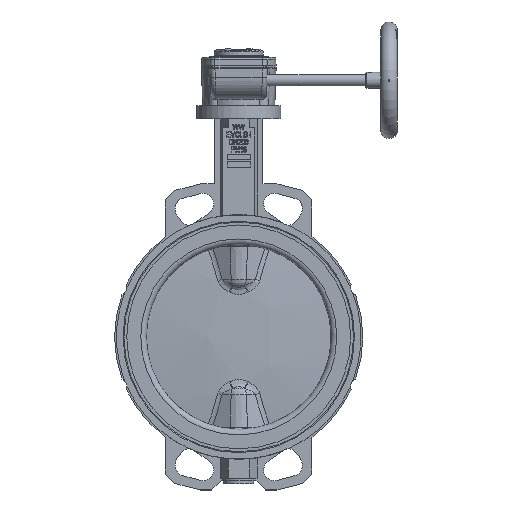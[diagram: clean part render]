
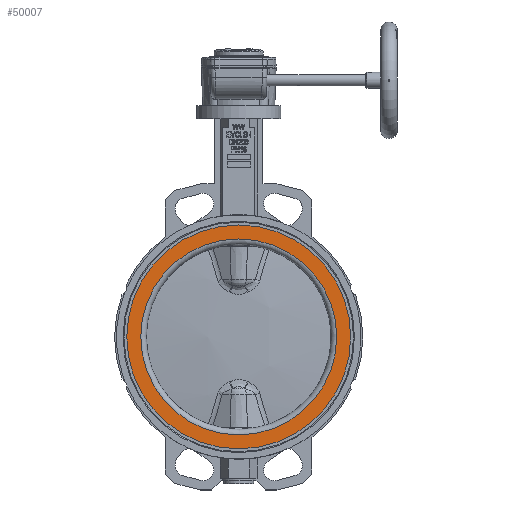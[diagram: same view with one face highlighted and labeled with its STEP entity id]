
A CAD part, top view. The second image highlights one B-rep face of the part: STEP entity #50007.
In plain terms, the highlighted planar face has unit normal (0, 0, 1).
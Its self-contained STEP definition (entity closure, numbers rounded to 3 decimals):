
#1967=PLANE('',#54853);
#2372=FACE_BOUND('',#16742,.T.);
#4271=CIRCLE('',#54703,105.);
#4272=CIRCLE('',#54705,120.);
#13821=FACE_OUTER_BOUND('',#16741,.T.);
#16741=EDGE_LOOP('',(#42941));
#16742=EDGE_LOOP('',(#42942));
#22543=VERTEX_POINT('',#175703);
#22544=VERTEX_POINT('',#175707);
#29295=EDGE_CURVE('',#22543,#22543,#4271,.T.);
#29296=EDGE_CURVE('',#22544,#22544,#4272,.T.);
#42941=ORIENTED_EDGE('',*,*,#29296,.T.);
#42942=ORIENTED_EDGE('',*,*,#29295,.F.);
#50007=ADVANCED_FACE('',(#13821,#2372),#1967,.F.);
#54703=AXIS2_PLACEMENT_3D('',#175705,#66181,#66182);
#54705=AXIS2_PLACEMENT_3D('',#175708,#66185,#66186);
#54853=AXIS2_PLACEMENT_3D('',#177572,#66765,#66766);
#66181=DIRECTION('center_axis',(0.,0.,1.));
#66182=DIRECTION('ref_axis',(1.,0.,0.));
#66185=DIRECTION('center_axis',(0.,0.,1.));
#66186=DIRECTION('ref_axis',(1.,0.,0.));
#66765=DIRECTION('center_axis',(0.,0.,-1.));
#66766=DIRECTION('ref_axis',(-1.,0.,0.));
#175703=CARTESIAN_POINT('',(-105.,0.,31.));
#175705=CARTESIAN_POINT('Origin',(0.,0.,31.));
#175707=CARTESIAN_POINT('',(-120.,0.,31.));
#175708=CARTESIAN_POINT('Origin',(0.,0.,31.));
#177572=CARTESIAN_POINT('Origin',(0.,105.,31.));
